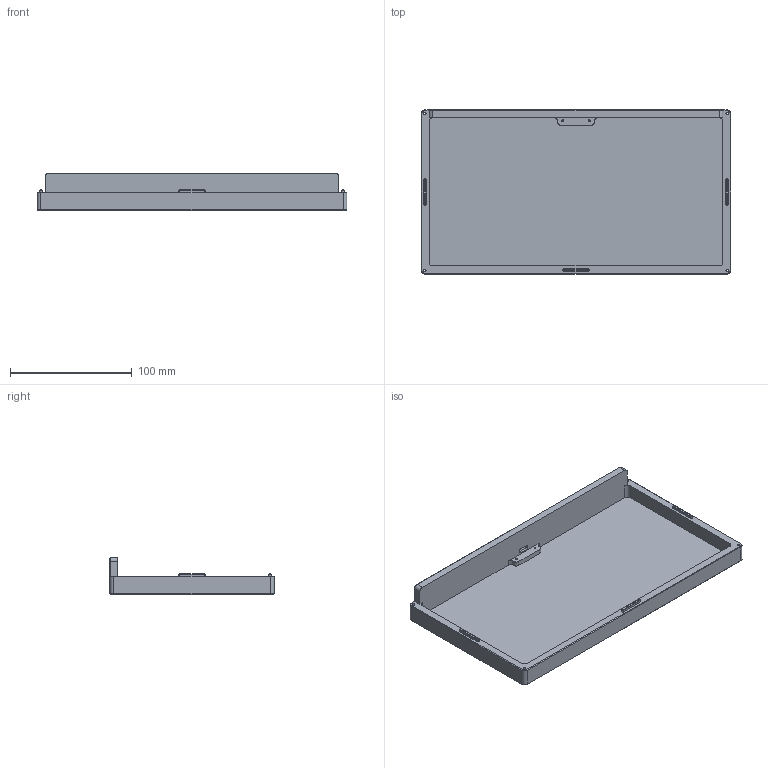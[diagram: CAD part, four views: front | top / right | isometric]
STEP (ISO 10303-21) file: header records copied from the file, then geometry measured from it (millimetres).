
FILE_DESCRIPTION(/* description */ ('STEP AP242','CAx-IF Rec.Pracs.---Representation and Presentation of Product Manufacturing Information (PMI)---4.0---2014-10-13','CAx-IF Rec.Pracs.---3D Tessellated Geometry---0.4---2014-09-14','2;1'),/* implementation_level */ '2;1');
FILE_NAME(/* name */ '6609affaa8042706ebdd9f86',/* time_stamp */ '2024-03-31T18:48:27Z',/* author */ (''),/* organization */ (''),/* preprocessor_version */ 'ST-DEVELOPER v19.4',/* originating_system */ ' ',/* authorisation */ ' ');
FILE_SCHEMA (('AP242_MANAGED_MODEL_BASED_3D_ENGINEERING_MIM_LF { 1 0 10303 442 1 1 4 }'));
Length unit declared in the file: metre
Products named in the file (1): bottom
Bounding box: 255 x 135 x 30.6 mm (x, y, z)
Volume: 187215.1 mm3; surface area: 97208.1 mm2
Topology: 1 solids, 1 shells, 106 faces, 252 edges, 154 vertices
Faces by surface type: plane 56, cylinder 30, cone 20
Full cylindrical faces by diameter (mm): 1.6 x2, 2.2 x4
Entity records: 3032 total; most frequent: DIRECTION 540, CARTESIAN_POINT 507, ORIENTED_EDGE 492, EDGE_CURVE 246, AXIS2_PLACEMENT_3D 187, LINE 166, VECTOR 166, VERTEX_POINT 154
